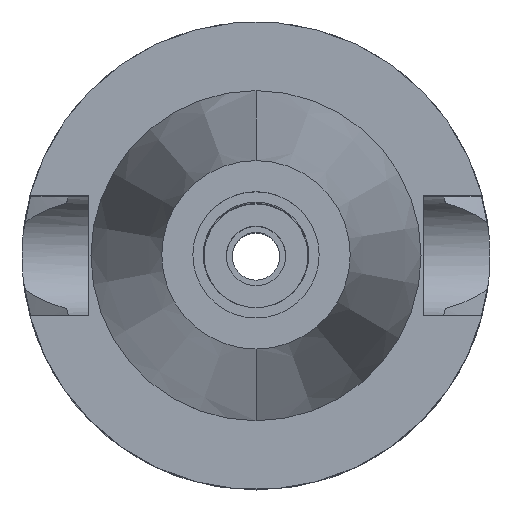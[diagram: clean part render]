
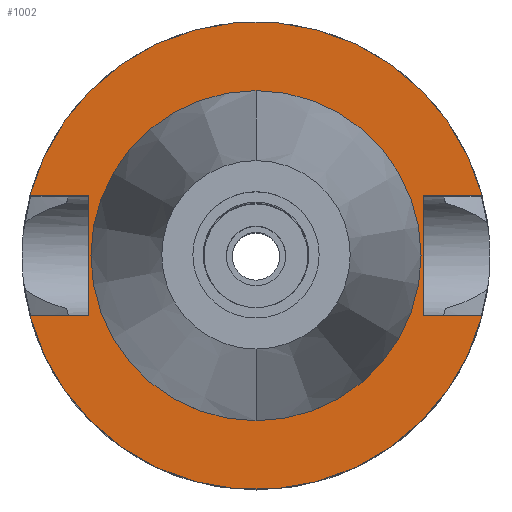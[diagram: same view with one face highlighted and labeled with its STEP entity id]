
A CAD part, top view. The second image highlights one B-rep face of the part: STEP entity #1002.
In plain terms, the highlighted planar face has unit normal (0, 0, 1).
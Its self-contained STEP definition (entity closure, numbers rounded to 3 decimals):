
#3 = LINE ( 'NONE', #1427, #91 ) ;
#91 = VECTOR ( 'NONE', #259, 1000. ) ;
#119 = CARTESIAN_POINT ( 'NONE',  ( 0., 0., -1. ) ) ;
#155 = AXIS2_PLACEMENT_3D ( 'NONE', #2649, #1741, #1295 ) ;
#185 = ORIENTED_EDGE ( 'NONE', *, *, #1783, .F. ) ;
#201 = EDGE_CURVE ( 'NONE', #369, #844, #2627, .T. ) ;
#206 = LINE ( 'NONE', #3071, #1437 ) ;
#210 = CIRCLE ( 'NONE', #3076, 22.225 ) ;
#250 = PLANE ( 'NONE',  #820 ) ;
#259 = DIRECTION ( 'NONE',  ( 1., 0., 0. ) ) ;
#266 = DIRECTION ( 'NONE',  ( 0., -1., 0. ) ) ;
#343 = DIRECTION ( 'NONE',  ( 0., 0., 1. ) ) ;
#369 = VERTEX_POINT ( 'NONE', #772 ) ;
#370 = ORIENTED_EDGE ( 'NONE', *, *, #2319, .F. ) ;
#377 = CARTESIAN_POINT ( 'NONE',  ( 30.454, 8.05, -1. ) ) ;
#419 = VERTEX_POINT ( 'NONE', #1764 ) ;
#431 = CARTESIAN_POINT ( 'NONE',  ( 30.454, -8.05, -1. ) ) ;
#438 = CARTESIAN_POINT ( 'NONE',  ( -30.454, -8.05, -1. ) ) ;
#553 = VERTEX_POINT ( 'NONE', #629 ) ;
#572 = CARTESIAN_POINT ( 'NONE',  ( -30.454, 8.05, -1. ) ) ;
#601 = ORIENTED_EDGE ( 'NONE', *, *, #3001, .T. ) ;
#605 = ORIENTED_EDGE ( 'NONE', *, *, #2546, .F. ) ;
#623 = VERTEX_POINT ( 'NONE', #431 ) ;
#629 = CARTESIAN_POINT ( 'NONE',  ( -22.5, 8.05, -1. ) ) ;
#678 = EDGE_CURVE ( 'NONE', #844, #623, #3, .T. ) ;
#750 = ORIENTED_EDGE ( 'NONE', *, *, #1140, .T. ) ;
#763 = DIRECTION ( 'NONE',  ( 0., 0., -1. ) ) ;
#764 = CARTESIAN_POINT ( 'NONE',  ( -22.5, -8.05, -1. ) ) ;
#772 = CARTESIAN_POINT ( 'NONE',  ( 22.5, 8.05, -1. ) ) ;
#785 = LINE ( 'NONE', #968, #3092 ) ;
#792 = ORIENTED_EDGE ( 'NONE', *, *, #678, .F. ) ;
#820 = AXIS2_PLACEMENT_3D ( 'NONE', #1245, #763, #266 ) ;
#844 = VERTEX_POINT ( 'NONE', #1716 ) ;
#968 = CARTESIAN_POINT ( 'NONE',  ( 22.5, 8.05, -1. ) ) ;
#1002 = ADVANCED_FACE ( 'NONE', ( #1219, #2410 ), #250, .F. ) ;
#1011 = DIRECTION ( 'NONE',  ( 0., -1., 0. ) ) ;
#1029 = ORIENTED_EDGE ( 'NONE', *, *, #2530, .F. ) ;
#1073 = CARTESIAN_POINT ( 'NONE',  ( -30.454, 8.05, -1. ) ) ;
#1088 = VERTEX_POINT ( 'NONE', #1968 ) ;
#1123 = DIRECTION ( 'NONE',  ( 1., 0., 0. ) ) ;
#1140 = EDGE_CURVE ( 'NONE', #369, #1221, #785, .T. ) ;
#1186 = CARTESIAN_POINT ( 'NONE',  ( 22.5, 8.05, -1. ) ) ;
#1191 = ORIENTED_EDGE ( 'NONE', *, *, #201, .F. ) ;
#1210 = CIRCLE ( 'NONE', #1711, 31.5 ) ;
#1219 = FACE_OUTER_BOUND ( 'NONE', #1988, .T. ) ;
#1221 = VERTEX_POINT ( 'NONE', #377 ) ;
#1245 = CARTESIAN_POINT ( 'NONE',  ( 0., 0., -1. ) ) ;
#1281 = CARTESIAN_POINT ( 'NONE',  ( 0., 0., -1. ) ) ;
#1293 = DIRECTION ( 'NONE',  ( 0., 1., 0. ) ) ;
#1295 = DIRECTION ( 'NONE',  ( 0., 1., 0. ) ) ;
#1304 = ORIENTED_EDGE ( 'NONE', *, *, #1751, .F. ) ;
#1427 = CARTESIAN_POINT ( 'NONE',  ( 22.5, -8.05, -1. ) ) ;
#1437 = VECTOR ( 'NONE', #1865, 1000. ) ;
#1515 = CIRCLE ( 'NONE', #155, 31.5 ) ;
#1558 = DIRECTION ( 'NONE',  ( 1., 0., 0. ) ) ;
#1711 = AXIS2_PLACEMENT_3D ( 'NONE', #2519, #2253, #2704 ) ;
#1716 = CARTESIAN_POINT ( 'NONE',  ( 22.5, -8.05, -1. ) ) ;
#1741 = DIRECTION ( 'NONE',  ( 0., 0., -1. ) ) ;
#1742 = VECTOR ( 'NONE', #1123, 1000. ) ;
#1751 = EDGE_CURVE ( 'NONE', #2284, #1221, #1515, .T. ) ;
#1764 = CARTESIAN_POINT ( 'NONE',  ( 0., -22.225, -1. ) ) ;
#1783 = EDGE_CURVE ( 'NONE', #419, #1088, #210, .T. ) ;
#1865 = DIRECTION ( 'NONE',  ( 0., 1., 0. ) ) ;
#1968 = CARTESIAN_POINT ( 'NONE',  ( 0., 22.225, -1. ) ) ;
#1988 = EDGE_LOOP ( 'NONE', ( #605, #2057, #792, #1191, #750, #1304, #601, #1029 ) ) ;
#1992 = VERTEX_POINT ( 'NONE', #2555 ) ;
#2057 = ORIENTED_EDGE ( 'NONE', *, *, #2274, .F. ) ;
#2175 = CIRCLE ( 'NONE', #2972, 22.225 ) ;
#2253 = DIRECTION ( 'NONE',  ( 0., 0., -1. ) ) ;
#2274 = EDGE_CURVE ( 'NONE', #623, #1992, #1210, .T. ) ;
#2284 = VERTEX_POINT ( 'NONE', #572 ) ;
#2319 = EDGE_CURVE ( 'NONE', #1088, #419, #2175, .T. ) ;
#2410 = FACE_BOUND ( 'NONE', #2731, .T. ) ;
#2464 = DIRECTION ( 'NONE',  ( 1., 0., 0. ) ) ;
#2519 = CARTESIAN_POINT ( 'NONE',  ( 0., 0., -1. ) ) ;
#2530 = EDGE_CURVE ( 'NONE', #2777, #553, #206, .T. ) ;
#2546 = EDGE_CURVE ( 'NONE', #1992, #2777, #2601, .T. ) ;
#2555 = CARTESIAN_POINT ( 'NONE',  ( -30.454, -8.05, -1. ) ) ;
#2556 = VECTOR ( 'NONE', #1558, 1000. ) ;
#2601 = LINE ( 'NONE', #438, #2556 ) ;
#2619 = VECTOR ( 'NONE', #1011, 1000. ) ;
#2627 = LINE ( 'NONE', #1186, #2619 ) ;
#2649 = CARTESIAN_POINT ( 'NONE',  ( 0., 0., -1. ) ) ;
#2704 = DIRECTION ( 'NONE',  ( 0., -1., 0. ) ) ;
#2731 = EDGE_LOOP ( 'NONE', ( #370, #185 ) ) ;
#2760 = LINE ( 'NONE', #1073, #1742 ) ;
#2777 = VERTEX_POINT ( 'NONE', #764 ) ;
#2971 = DIRECTION ( 'NONE',  ( 0., 0., 1. ) ) ;
#2972 = AXIS2_PLACEMENT_3D ( 'NONE', #119, #2971, #1293 ) ;
#3001 = EDGE_CURVE ( 'NONE', #2284, #553, #2760, .T. ) ;
#3022 = DIRECTION ( 'NONE',  ( 0., -1., 0. ) ) ;
#3071 = CARTESIAN_POINT ( 'NONE',  ( -22.5, -8.05, -1. ) ) ;
#3076 = AXIS2_PLACEMENT_3D ( 'NONE', #1281, #343, #3022 ) ;
#3092 = VECTOR ( 'NONE', #2464, 1000. ) ;
